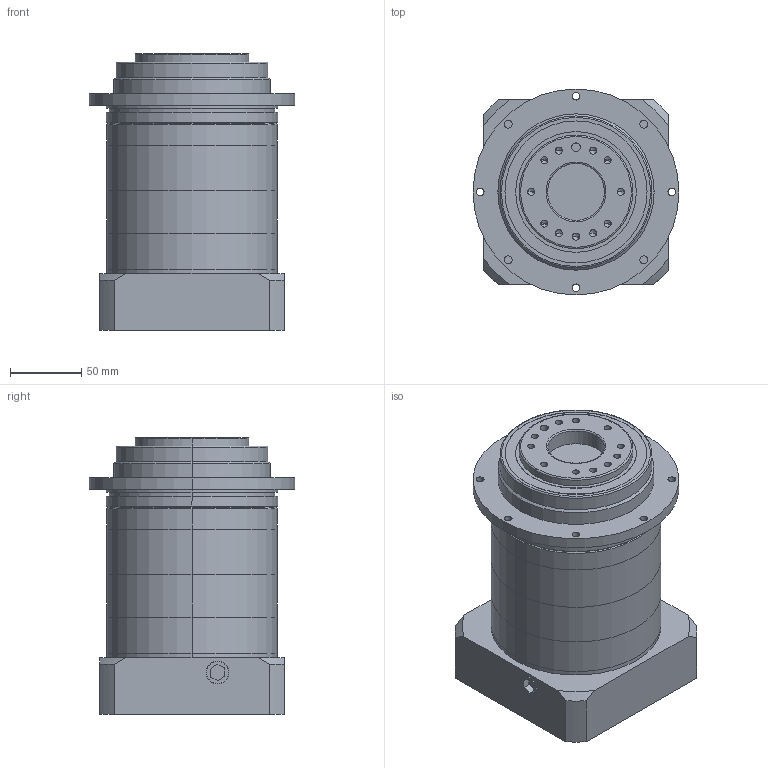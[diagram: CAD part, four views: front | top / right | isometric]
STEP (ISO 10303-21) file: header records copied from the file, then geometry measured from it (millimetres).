
FILE_DESCRIPTION (( 'STEP AP214' ), '1' );
FILE_NAME ('VGH110三级模型（24-55 110-5 4-9-145）.STEP', '2019-01-10T07:27:55', ( 'Windows' ), ( 'Microsoft' ), 'SwSTEP 2.0', 'SolidWorks 2016', '' );
FILE_SCHEMA (( 'AUTOMOTIVE_DESIGN' ));
Length unit declared in the file: millimetre
Products named in the file (1): VGH110三级模型（24-55 110-5 4-9-145）
Bounding box: 145 x 145 x 195 mm (x, y, z)
Volume: 2061407.7 mm3; surface area: 243414 mm2
Topology: 5 solids, 5 shells, 262 faces, 626 edges, 387 vertices
Faces by surface type: cylinder 124, plane 88, cone 40, torus 10
Entity records: 8227 total; most frequent: CARTESIAN_POINT 1442, DIRECTION 1376, ORIENTED_EDGE 1192, EDGE_CURVE 596, AXIS2_PLACEMENT_3D 537, VERTEX_POINT 387, EDGE_LOOP 323, LINE 302
